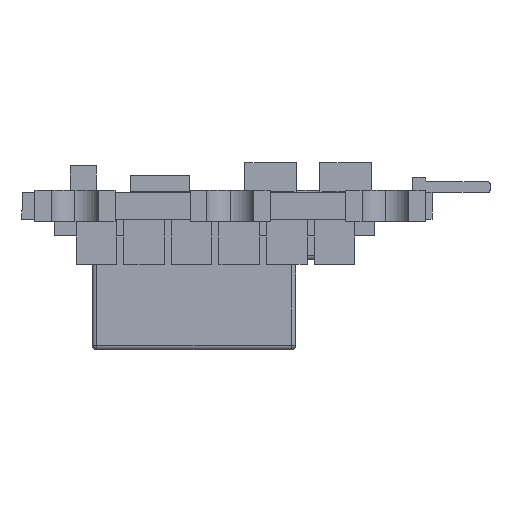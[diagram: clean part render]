
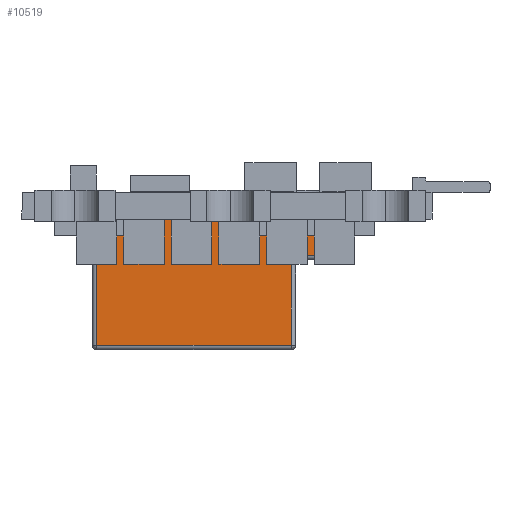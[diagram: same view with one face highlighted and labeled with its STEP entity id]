
A CAD part, left-side view. The second image highlights one B-rep face of the part: STEP entity #10519.
In plain terms, the highlighted planar face has unit normal (-1, 0, 0).
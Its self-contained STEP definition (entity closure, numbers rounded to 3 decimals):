
#532 = CARTESIAN_POINT ( 'NONE',  ( -0.762, 8.64, -5.971 ) ) ;
#2140 = VERTEX_POINT ( 'NONE', #18528 ) ;
#2149 = DIRECTION ( 'NONE',  ( 1., 0., 0. ) ) ;
#3195 = ORIENTED_EDGE ( 'NONE', *, *, #5957, .F. ) ;
#3380 = EDGE_CURVE ( 'NONE', #20367, #7286, #14780, .T. ) ;
#4301 = PLANE ( 'NONE',  #6615 ) ;
#5035 = LINE ( 'NONE', #10580, #23046 ) ;
#5213 = CARTESIAN_POINT ( 'NONE',  ( -0.762, 8.64, -4.201 ) ) ;
#5216 = VECTOR ( 'NONE', #22376, 1000. ) ;
#5226 = LINE ( 'NONE', #14674, #15283 ) ;
#5957 = EDGE_CURVE ( 'NONE', #2140, #20367, #10689, .T. ) ;
#6615 = AXIS2_PLACEMENT_3D ( 'NONE', #22652, #2149, #13128 ) ;
#6791 = VERTEX_POINT ( 'NONE', #8519 ) ;
#7286 = VERTEX_POINT ( 'NONE', #10908 ) ;
#7625 = ORIENTED_EDGE ( 'NONE', *, *, #22407, .F. ) ;
#7629 = CARTESIAN_POINT ( 'NONE',  ( -0.762, 20.586, -5.971 ) ) ;
#8519 = CARTESIAN_POINT ( 'NONE',  ( -0.762, 6.14, -1.971 ) ) ;
#8535 = ORIENTED_EDGE ( 'NONE', *, *, #21673, .F. ) ;
#8744 = LINE ( 'NONE', #15887, #17270 ) ;
#10519 = ADVANCED_FACE ( 'NONE', ( #13243 ), #4301, .F. ) ;
#10580 = CARTESIAN_POINT ( 'NONE',  ( -0.762, 13.12, -4.201 ) ) ;
#10689 = LINE ( 'NONE', #18083, #19181 ) ;
#10822 = ORIENTED_EDGE ( 'NONE', *, *, #3380, .F. ) ;
#10908 = CARTESIAN_POINT ( 'NONE',  ( -0.762, 20.586, -1.971 ) ) ;
#12403 = DIRECTION ( 'NONE',  ( 0., 1., 0. ) ) ;
#12501 = DIRECTION ( 'NONE',  ( 0., 1., 0. ) ) ;
#13128 = DIRECTION ( 'NONE',  ( 0., 0., 1. ) ) ;
#13188 = LINE ( 'NONE', #532, #5216 ) ;
#13243 = FACE_OUTER_BOUND ( 'NONE', #20894, .T. ) ;
#13862 = CARTESIAN_POINT ( 'NONE',  ( -0.762, 6.14, -4.201 ) ) ;
#14247 = ORIENTED_EDGE ( 'NONE', *, *, #15905, .F. ) ;
#14540 = VERTEX_POINT ( 'NONE', #5213 ) ;
#14674 = CARTESIAN_POINT ( 'NONE',  ( -0.762, 6.14, -5.971 ) ) ;
#14780 = LINE ( 'NONE', #7629, #16550 ) ;
#15283 = VECTOR ( 'NONE', #20208, 1000. ) ;
#15887 = CARTESIAN_POINT ( 'NONE',  ( -0.762, 20.613, -1.971 ) ) ;
#15905 = EDGE_CURVE ( 'NONE', #14540, #2140, #13188, .T. ) ;
#16550 = VECTOR ( 'NONE', #18529, 1000. ) ;
#17270 = VECTOR ( 'NONE', #22992, 1000. ) ;
#18083 = CARTESIAN_POINT ( 'NONE',  ( -0.762, 13.363, -9.712 ) ) ;
#18528 = CARTESIAN_POINT ( 'NONE',  ( -0.762, 8.64, -9.712 ) ) ;
#18529 = DIRECTION ( 'NONE',  ( 0., 0., 1. ) ) ;
#19181 = VECTOR ( 'NONE', #12501, 1000. ) ;
#19797 = ORIENTED_EDGE ( 'NONE', *, *, #23758, .F. ) ;
#20180 = VERTEX_POINT ( 'NONE', #13862 ) ;
#20208 = DIRECTION ( 'NONE',  ( 0., 0., -1. ) ) ;
#20367 = VERTEX_POINT ( 'NONE', #22315 ) ;
#20894 = EDGE_LOOP ( 'NONE', ( #10822, #3195, #14247, #7625, #8535, #19797 ) ) ;
#21673 = EDGE_CURVE ( 'NONE', #6791, #20180, #5226, .T. ) ;
#22315 = CARTESIAN_POINT ( 'NONE',  ( -0.762, 20.586, -9.712 ) ) ;
#22376 = DIRECTION ( 'NONE',  ( 0., 0., -1. ) ) ;
#22407 = EDGE_CURVE ( 'NONE', #20180, #14540, #5035, .T. ) ;
#22652 = CARTESIAN_POINT ( 'NONE',  ( -0.762, 13.363, -5.971 ) ) ;
#22992 = DIRECTION ( 'NONE',  ( 0., -1., 0. ) ) ;
#23046 = VECTOR ( 'NONE', #12403, 1000. ) ;
#23758 = EDGE_CURVE ( 'NONE', #7286, #6791, #8744, .T. ) ;
